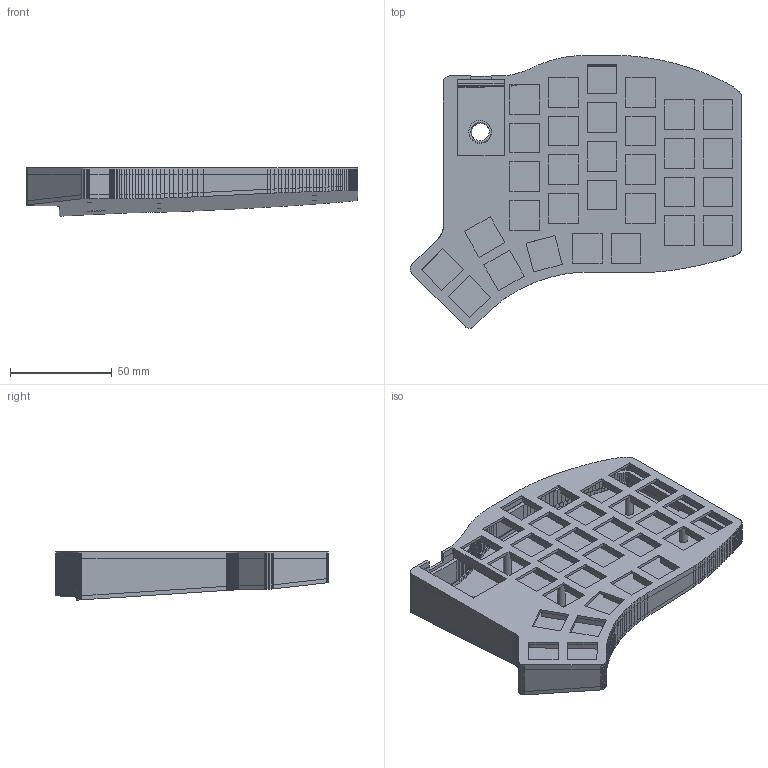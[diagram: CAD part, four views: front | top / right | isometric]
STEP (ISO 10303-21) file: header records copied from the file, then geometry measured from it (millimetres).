
FILE_DESCRIPTION(/* description */ (''),/* implementation_level */ '2;1');
FILE_NAME(/* name */ 'kimiko.rev2.step',/* time_stamp */ '2024-02-27T21:23:02+01:00',/* author */ (''),/* organization */ (''),/* preprocessor_version */ 'ST-DEVELOPER v20',/* originating_system */ 'Autodesk Translation Framework v12.20.1.177',/* authorisation */ '');
FILE_SCHEMA (('AUTOMOTIVE_DESIGN { 1 0 10303 214 3 1 1 }'));
Products named in the file (3): kimiko; Component22; Component25
Assembly tree (2 placements, depth 3):
  kimiko
    Component22
      Component25
Bounding box: 163.1 x 134 x 23.61 mm (x, y, z)
Volume: 67648.5 mm3; surface area: 79867.5 mm2
Topology: 3 solids, 3 shells, 1986 faces, 5886 edges, 3924 vertices
Faces by surface type: plane 1969, cylinder 17
Full cylindrical faces by diameter (mm): 1.471 x5, 2 x5, 4 x5, 9 x1, 11 x1
Entity records: 65277 total; most frequent: CARTESIAN_POINT 11801, ORIENTED_EDGE 11772, DIRECTION 9930, EDGE_CURVE 5886, LINE 5824, VECTOR 5824, VERTEX_POINT 3924, EDGE_LOOP 2080
